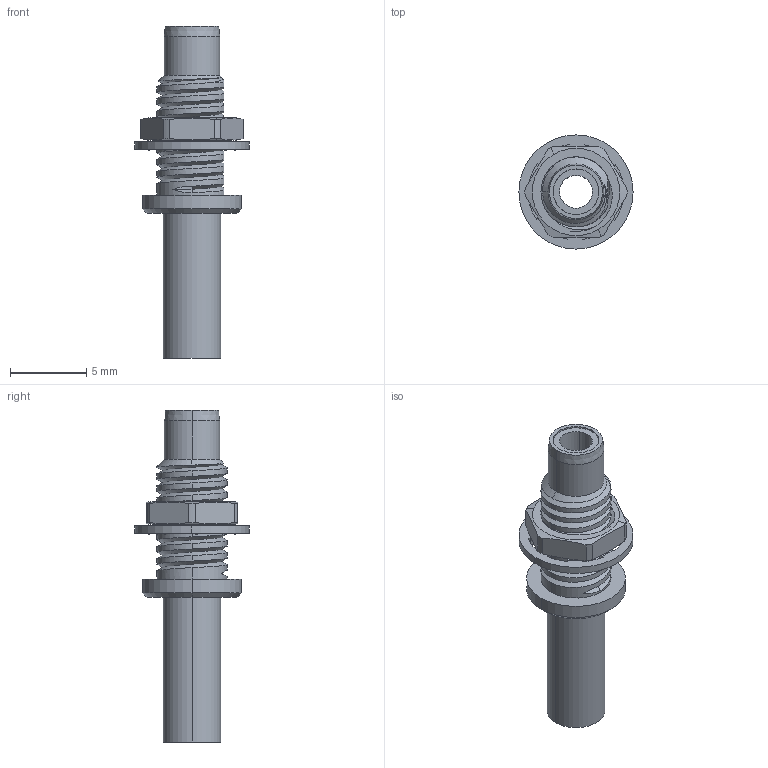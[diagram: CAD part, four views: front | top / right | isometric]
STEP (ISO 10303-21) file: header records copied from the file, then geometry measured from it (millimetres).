
FILE_DESCRIPTION (( 'STEP AP214' ), '1' );
FILE_NAME ('34-254-D3-AD.STEP', '2024-09-06T08:49:54', ( '' ), ( '' ), 'SwSTEP 2.0', 'SolidWorks 2024', '' );
FILE_SCHEMA (( 'AUTOMOTIVE_DESIGN' ));
Length unit declared in the file: millimetre
Products named in the file (1): 34-254-D3-AD
Bounding box: 7.5 x 7.5 x 21.8 mm (x, y, z)
Surface area: 694.5 mm2 (no closed solid volume)
Topology: 0 solids, 5 shells, 150 faces, 392 edges, 249 vertices
Faces by surface type: cylinder 57, plane 42, bspline 36, cone 15
Entity records: 6772 total; most frequent: CARTESIAN_POINT 3425, ORIENTED_EDGE 764, DIRECTION 578, EDGE_CURVE 392, VERTEX_POINT 249, AXIS2_PLACEMENT_3D 197, LINE 184, VECTOR 184
